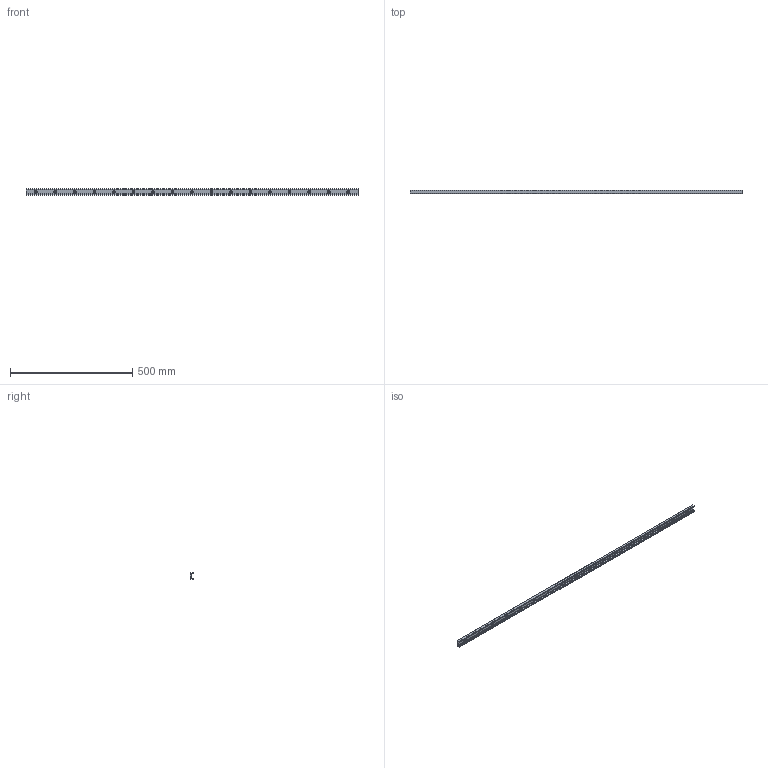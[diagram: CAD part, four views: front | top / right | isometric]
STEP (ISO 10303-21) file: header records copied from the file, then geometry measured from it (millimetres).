
FILE_DESCRIPTION((''),'2;1');
FILE_NAME('LCX 28H-1360.C.stp','2016-04-28T08:24:02',('MRathmann'),(''),'Autodesk Inventor 2012','Autodesk Inventor 2012','');
FILE_SCHEMA(('CONFIG_CONTROL_DESIGN'));
Length unit declared in the file: millimetre
Products named in the file (1): LCX 28H-1360.C
Bounding box: 1360 x 12.3 x 28 mm (x, y, z)
Volume: 219898.6 mm3; surface area: 131969.4 mm2
Topology: 1 solids, 1 shells, 75 faces, 185 edges, 129 vertices
Faces by surface type: cylinder 45, plane 30
Full cylindrical faces by diameter (mm): 6.4 x17, 11 x17
Entity records: 2056 total; most frequent: DIRECTION 376, CARTESIAN_POINT 322, ORIENTED_EDGE 268, AXIS2_PLACEMENT_3D 166, EDGE_LOOP 160, EDGE_CURVE 134, VERTEX_POINT 112, CIRCLE 90
